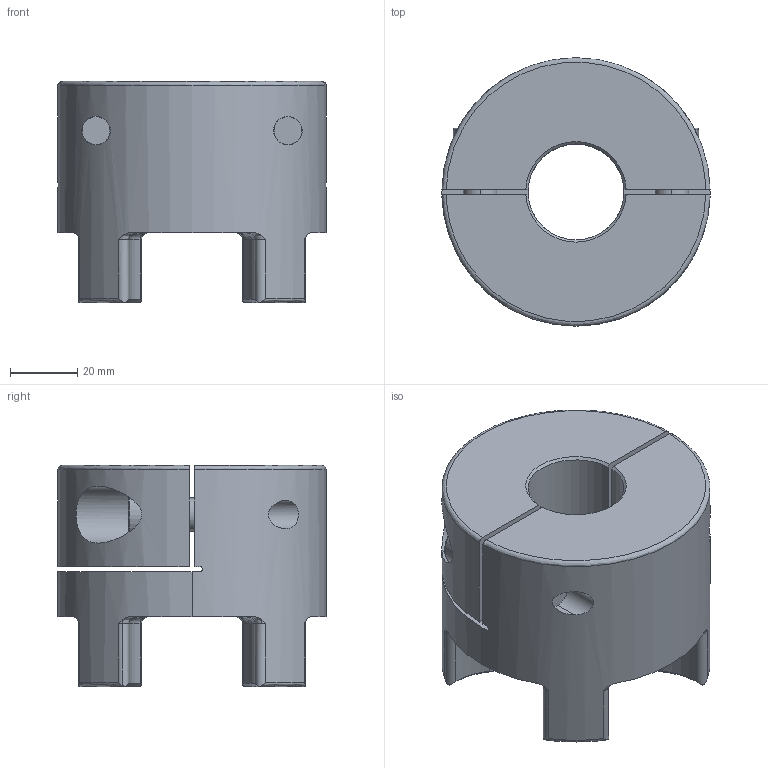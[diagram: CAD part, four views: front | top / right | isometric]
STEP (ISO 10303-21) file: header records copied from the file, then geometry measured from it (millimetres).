
FILE_DESCRIPTION (( 'STEP AP203' ), '1' );
FILE_NAME ('SJC-80C-28.575.step', '2021-04-15T12:42:00', ( '' ), ( '' ), 'SwSTEP 2.0', 'SolidWorks 2021', '' );
FILE_SCHEMA (( 'CONFIG_CONTROL_DESIGN' ));
Length unit declared in the file: inch
Products named in the file (1): SJC-80C-28.575
Bounding box: 80 x 80 x 66 mm (x, y, z)
Volume: 198733.1 mm3; surface area: 44420.8 mm2
Topology: 4 solids, 4 shells, 215 faces, 532 edges, 323 vertices
Faces by surface type: cylinder 76, bspline 54, plane 53, cone 32
Entity records: 9238 total; most frequent: CARTESIAN_POINT 4460, ORIENTED_EDGE 1044, DIRECTION 908, EDGE_CURVE 522, AXIS2_PLACEMENT_3D 366, VERTEX_POINT 323, EDGE_LOOP 233, ADVANCED_FACE 215
